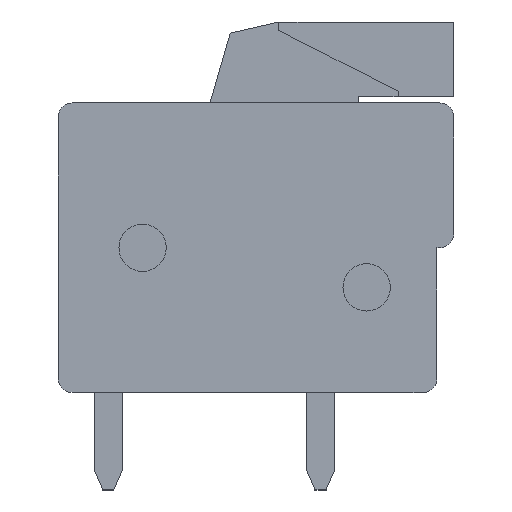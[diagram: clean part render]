
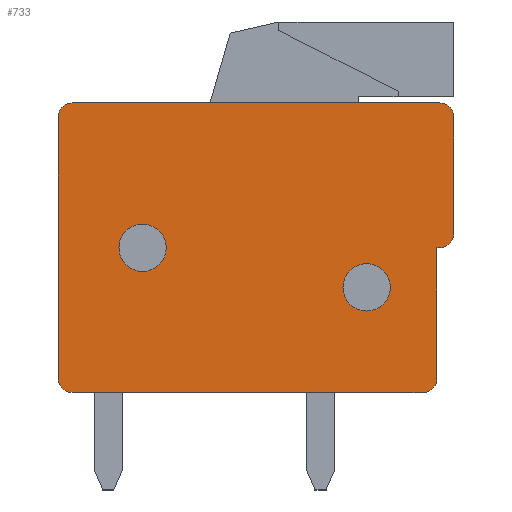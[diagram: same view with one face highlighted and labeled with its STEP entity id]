
A CAD part, left-side view. The second image highlights one B-rep face of the part: STEP entity #733.
In plain terms, the highlighted planar face has unit normal (-1, 0, 0).
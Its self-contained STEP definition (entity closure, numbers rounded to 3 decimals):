
#733 = ADVANCED_FACE( '', ( #1406, #1407, #1408 ), #1409, .T. );
#1406 = FACE_BOUND( '', #2068, .T. );
#1407 = FACE_OUTER_BOUND( '', #2069, .T. );
#1408 = FACE_BOUND( '', #2070, .T. );
#1409 = PLANE( '', #2071 );
#2068 = EDGE_LOOP( '', ( #3658 ) );
#2069 = EDGE_LOOP( '', ( #3659, #3660, #3661, #3662, #3663, #3664, #3665, #3666, #3667, #3668, #3669 ) );
#2070 = EDGE_LOOP( '', ( #3670 ) );
#2071 = AXIS2_PLACEMENT_3D( '', #3671, #3672, #3673 );
#3658 = ORIENTED_EDGE( '', *, *, #4347, .T. );
#3659 = ORIENTED_EDGE( '', *, *, #4228, .T. );
#3660 = ORIENTED_EDGE( '', *, *, #4634, .T. );
#3661 = ORIENTED_EDGE( '', *, *, #4391, .T. );
#3662 = ORIENTED_EDGE( '', *, *, #4765, .T. );
#3663 = ORIENTED_EDGE( '', *, *, #4210, .T. );
#3664 = ORIENTED_EDGE( '', *, *, #4766, .T. );
#3665 = ORIENTED_EDGE( '', *, *, #4419, .T. );
#3666 = ORIENTED_EDGE( '', *, *, #4139, .T. );
#3667 = ORIENTED_EDGE( '', *, *, #4767, .T. );
#3668 = ORIENTED_EDGE( '', *, *, #4282, .T. );
#3669 = ORIENTED_EDGE( '', *, *, #4221, .T. );
#3670 = ORIENTED_EDGE( '', *, *, #4722, .T. );
#3671 = CARTESIAN_POINT( '', ( -2.5, 0., 0. ) );
#3672 = DIRECTION( '', ( -1., 0., 0. ) );
#3673 = DIRECTION( '', ( 0., 0., 1. ) );
#4139 = EDGE_CURVE( '', #4909, #4907, #4910, .T. );
#4210 = EDGE_CURVE( '', #5036, #5034, #5037, .T. );
#4221 = EDGE_CURVE( '', #5054, #5055, #5056, .T. );
#4228 = EDGE_CURVE( '', #5055, #5065, #5067, .T. );
#4282 = EDGE_CURVE( '', #5162, #5054, #5163, .T. );
#4347 = EDGE_CURVE( '', #5272, #5272, #5273, .T. );
#4391 = EDGE_CURVE( '', #5342, #5343, #5344, .T. );
#4419 = EDGE_CURVE( '', #5389, #4909, #5390, .T. );
#4634 = EDGE_CURVE( '', #5065, #5342, #5704, .T. );
#4722 = EDGE_CURVE( '', #5808, #5808, #5809, .T. );
#4765 = EDGE_CURVE( '', #5343, #5036, #5856, .T. );
#4766 = EDGE_CURVE( '', #5034, #5389, #5857, .T. );
#4767 = EDGE_CURVE( '', #4907, #5162, #5858, .T. );
#4907 = VERTEX_POINT( '', #6027 );
#4909 = VERTEX_POINT( '', #6030 );
#4910 = CIRCLE( '', #6031, 0.5 );
#5034 = VERTEX_POINT( '', #6205 );
#5036 = VERTEX_POINT( '', #6208 );
#5037 = LINE( '', #6209, #6210 );
#5054 = VERTEX_POINT( '', #6235 );
#5055 = VERTEX_POINT( '', #6236 );
#5056 = LINE( '', #6237, #6238 );
#5065 = VERTEX_POINT( '', #6251 );
#5067 = LINE( '', #6254, #6255 );
#5162 = VERTEX_POINT( '', #6379 );
#5163 = CIRCLE( '', #6380, 0.5 );
#5272 = VERTEX_POINT( '', #6535 );
#5273 = CIRCLE( '', #6536, 0.85 );
#5342 = VERTEX_POINT( '', #6634 );
#5343 = VERTEX_POINT( '', #6635 );
#5344 = LINE( '', #6636, #6637 );
#5389 = VERTEX_POINT( '', #6703 );
#5390 = LINE( '', #6704, #6705 );
#5704 = CIRCLE( '', #7160, 0.5 );
#5808 = VERTEX_POINT( '', #7310 );
#5809 = CIRCLE( '', #7311, 0.85 );
#5856 = CIRCLE( '', #7377, 0.5 );
#5857 = CIRCLE( '', #7378, 0.5 );
#5858 = LINE( '', #7379, #7380 );
#6027 = CARTESIAN_POINT( '', ( -2.5, 6.6, -5.2 ) );
#6030 = CARTESIAN_POINT( '', ( -2.5, 7.1, -4.7 ) );
#6031 = AXIS2_PLACEMENT_3D( '', #7504, #7505, #7506 );
#6205 = CARTESIAN_POINT( '', ( -2.5, 6.6, 5.2 ) );
#6208 = CARTESIAN_POINT( '', ( -2.5, -6.6, 5.2 ) );
#6209 = CARTESIAN_POINT( '', ( -2.5, -7.1, 5.2 ) );
#6210 = VECTOR( '', #7579, 1000. );
#6235 = CARTESIAN_POINT( '', ( -2.5, -6.5, -4.7 ) );
#6236 = CARTESIAN_POINT( '', ( -2.5, -6.5, 0. ) );
#6237 = CARTESIAN_POINT( '', ( -2.5, -6.5, -5.2 ) );
#6238 = VECTOR( '', #7588, 1000. );
#6251 = CARTESIAN_POINT( '', ( -2.5, -6.6, 0. ) );
#6254 = CARTESIAN_POINT( '', ( -2.5, -6.5, 0. ) );
#6255 = VECTOR( '', #7594, 1000. );
#6379 = CARTESIAN_POINT( '', ( -2.5, -6., -5.2 ) );
#6380 = AXIS2_PLACEMENT_3D( '', #7669, #7670, #7671 );
#6535 = CARTESIAN_POINT( '', ( -2.5, 3.22, 0. ) );
#6536 = AXIS2_PLACEMENT_3D( '', #7742, #7743, #7744 );
#6634 = CARTESIAN_POINT( '', ( -2.5, -7.1, 0.5 ) );
#6635 = CARTESIAN_POINT( '', ( -2.5, -7.1, 4.7 ) );
#6636 = CARTESIAN_POINT( '', ( -2.5, -7.1, 0. ) );
#6637 = VECTOR( '', #7789, 1000. );
#6703 = CARTESIAN_POINT( '', ( -2.5, 7.1, 4.7 ) );
#6704 = CARTESIAN_POINT( '', ( -2.5, 7.1, 5.2 ) );
#6705 = VECTOR( '', #7814, 1000. );
#7160 = AXIS2_PLACEMENT_3D( '', #8022, #8023, #8024 );
#7310 = CARTESIAN_POINT( '', ( -2.5, -4.825, -1.425 ) );
#7311 = AXIS2_PLACEMENT_3D( '', #8104, #8105, #8106 );
#7377 = AXIS2_PLACEMENT_3D( '', #8132, #8133, #8134 );
#7378 = AXIS2_PLACEMENT_3D( '', #8135, #8136, #8137 );
#7379 = CARTESIAN_POINT( '', ( -2.5, 7.1, -5.2 ) );
#7380 = VECTOR( '', #8138, 1000. );
#7504 = CARTESIAN_POINT( '', ( -2.5, 6.6, -4.7 ) );
#7505 = DIRECTION( '', ( -1., 0., 0. ) );
#7506 = DIRECTION( '', ( 0., 0., 1. ) );
#7579 = DIRECTION( '', ( 0., 1., 0. ) );
#7588 = DIRECTION( '', ( 0., 0., 1. ) );
#7594 = DIRECTION( '', ( 0., -1., 0. ) );
#7669 = CARTESIAN_POINT( '', ( -2.5, -6., -4.7 ) );
#7670 = DIRECTION( '', ( -1., 0., 0. ) );
#7671 = DIRECTION( '', ( 0., 0., 1. ) );
#7742 = CARTESIAN_POINT( '', ( -2.5, 4.07, 0. ) );
#7743 = DIRECTION( '', ( 1., 0., 0. ) );
#7744 = DIRECTION( '', ( 0., -1., 0. ) );
#7789 = DIRECTION( '', ( 0., 0., 1. ) );
#7814 = DIRECTION( '', ( 0., 0., -1. ) );
#8022 = CARTESIAN_POINT( '', ( -2.5, -6.6, 0.5 ) );
#8023 = DIRECTION( '', ( -1., 0., 0. ) );
#8024 = DIRECTION( '', ( 0., 0., 1. ) );
#8104 = CARTESIAN_POINT( '', ( -2.5, -3.975, -1.425 ) );
#8105 = DIRECTION( '', ( 1., 0., 0. ) );
#8106 = DIRECTION( '', ( 0., -1., 0. ) );
#8132 = CARTESIAN_POINT( '', ( -2.5, -6.6, 4.7 ) );
#8133 = DIRECTION( '', ( -1., 0., 0. ) );
#8134 = DIRECTION( '', ( 0., 0., 1. ) );
#8135 = CARTESIAN_POINT( '', ( -2.5, 6.6, 4.7 ) );
#8136 = DIRECTION( '', ( -1., 0., 0. ) );
#8137 = DIRECTION( '', ( 0., 0., 1. ) );
#8138 = DIRECTION( '', ( 0., -1., 0. ) );
